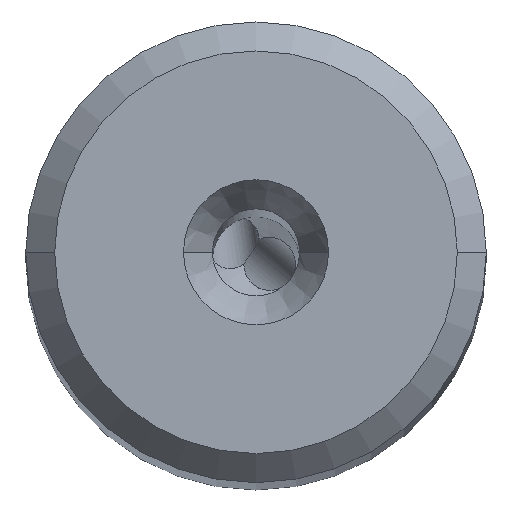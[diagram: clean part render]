
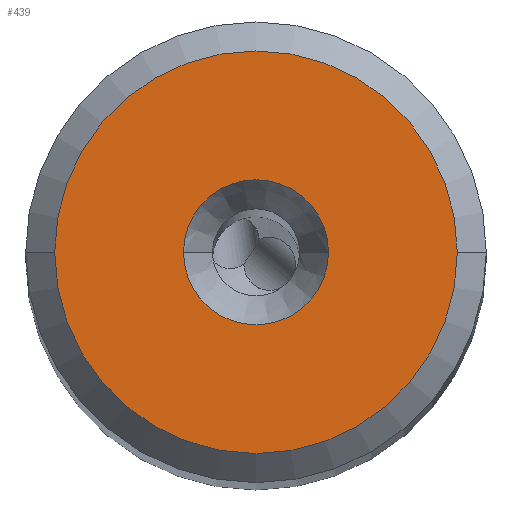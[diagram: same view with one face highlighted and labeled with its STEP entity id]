
A CAD part, top view. The second image highlights one B-rep face of the part: STEP entity #439.
In plain terms, the highlighted planar face has unit normal (0, 0, 1).
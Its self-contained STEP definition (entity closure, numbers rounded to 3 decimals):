
#150=PLANE('',#3887);
#439=ADVANCED_FACE('',(#607,#608),#150,.T.);
#607=FACE_BOUND('',#724,.T.);
#608=FACE_BOUND('',#725,.T.);
#724=EDGE_LOOP('',(#2012,#2013,#2014,#2015));
#725=EDGE_LOOP('',(#2016,#2017));
#877=CIRCLE('',#3880,2.5);
#878=CIRCLE('',#3882,6.938);
#879=CIRCLE('',#3883,6.938);
#880=CIRCLE('',#3884,6.938);
#881=CIRCLE('',#3885,6.938);
#882=CIRCLE('',#3886,2.5);
#2012=ORIENTED_EDGE('',*,*,#3156,.F.);
#2013=ORIENTED_EDGE('',*,*,#3157,.F.);
#2014=ORIENTED_EDGE('',*,*,#3158,.F.);
#2015=ORIENTED_EDGE('',*,*,#3159,.F.);
#2016=ORIENTED_EDGE('',*,*,#3155,.F.);
#2017=ORIENTED_EDGE('',*,*,#3160,.F.);
#2680=VERTEX_POINT('',#7849);
#2681=VERTEX_POINT('',#7851);
#2682=VERTEX_POINT('',#7855);
#2683=VERTEX_POINT('',#7856);
#2684=VERTEX_POINT('',#7858);
#2685=VERTEX_POINT('',#7860);
#3155=EDGE_CURVE('',#2681,#2680,#877,.T.);
#3156=EDGE_CURVE('',#2682,#2683,#878,.T.);
#3157=EDGE_CURVE('',#2684,#2682,#879,.T.);
#3158=EDGE_CURVE('',#2685,#2684,#880,.T.);
#3159=EDGE_CURVE('',#2683,#2685,#881,.T.);
#3160=EDGE_CURVE('',#2680,#2681,#882,.T.);
#3880=AXIS2_PLACEMENT_3D('',#7852,#4618,#4619);
#3882=AXIS2_PLACEMENT_3D('',#7854,#4622,#4623);
#3883=AXIS2_PLACEMENT_3D('',#7857,#4624,#4625);
#3884=AXIS2_PLACEMENT_3D('',#7859,#4626,#4627);
#3885=AXIS2_PLACEMENT_3D('',#7861,#4628,#4629);
#3886=AXIS2_PLACEMENT_3D('',#7862,#4630,#4631);
#3887=AXIS2_PLACEMENT_3D('',#7863,#4632,#4633);
#4618=DIRECTION('',(0.,0.,1.));
#4619=DIRECTION('',(1.,0.,0.));
#4622=DIRECTION('',(0.,0.,-1.));
#4623=DIRECTION('',(0.,1.,0.));
#4624=DIRECTION('',(0.,0.,-1.));
#4625=DIRECTION('',(-1.,0.,0.));
#4626=DIRECTION('',(0.,0.,-1.));
#4627=DIRECTION('',(0.,-1.,0.));
#4628=DIRECTION('',(0.,0.,-1.));
#4629=DIRECTION('',(1.,0.,0.));
#4630=DIRECTION('',(0.,0.,1.));
#4631=DIRECTION('',(-1.,0.,0.));
#4632=DIRECTION('',(0.,0.,1.));
#4633=DIRECTION('',(1.,0.,0.));
#7849=CARTESIAN_POINT('',(-2.5,0.,0.));
#7851=CARTESIAN_POINT('',(2.5,0.,0.));
#7852=CARTESIAN_POINT('',(0.,0.,0.));
#7854=CARTESIAN_POINT('',(0.,0.,0.));
#7855=CARTESIAN_POINT('',(0.,6.938,0.));
#7856=CARTESIAN_POINT('',(6.938,0.,0.));
#7857=CARTESIAN_POINT('',(0.,0.,0.));
#7858=CARTESIAN_POINT('',(-6.938,0.,0.));
#7859=CARTESIAN_POINT('',(0.,0.,0.));
#7860=CARTESIAN_POINT('',(0.,-6.938,0.));
#7861=CARTESIAN_POINT('',(0.,0.,0.));
#7862=CARTESIAN_POINT('',(0.,0.,0.));
#7863=CARTESIAN_POINT('',(0.,0.,0.));
